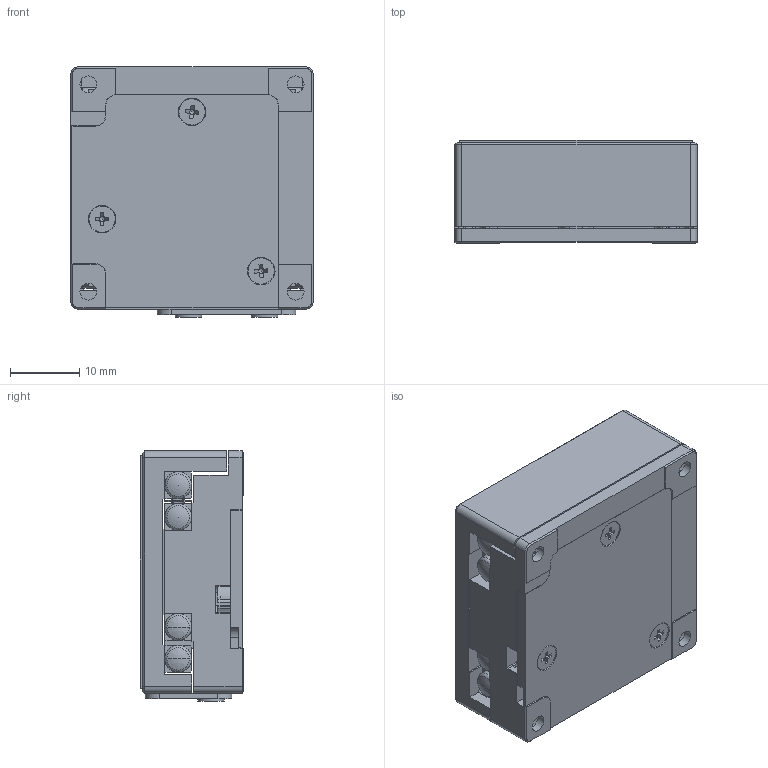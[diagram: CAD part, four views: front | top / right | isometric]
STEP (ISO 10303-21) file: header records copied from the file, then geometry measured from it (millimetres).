
FILE_DESCRIPTION (( 'STEP AP203' ), '1' );
FILE_NAME ('527450_1.STEP', '2025-04-08T02:53:00', ( 'Windows User' ), ( 'P R C' ), 'SwSTEP 2.0', 'SolidWorks 2020', '' );
FILE_SCHEMA (( 'CONFIG_CONTROL_DESIGN' ));
Length unit declared in the file: millimetre
Products named in the file (12): countersunk flat head cross recess screw_din_DIN EN ISO 7046-1 - M2 x 3 - Z - 3N; socket head cap screw_din_DIN 912 M2 x 3 --- 3N; 菁裔-LS-0310-V3-20250108_2; 葩璃 _VR1-30_CAGE^葩璃 VR1_30H_2; 葩璃 DJP-20_2; 葩璃 VR1_30H_2; 葩璃 _VR1-30_GUIDE^葩璃 VR1_30H_2; ｸｴｼ 0.8｡ﾁ3.5｣ｨ0.95ｺﾈ｣ｩ_2; 527450_1; 醱啣-LS-0310-V3-20250108_2; 葩璃 _VR1-30_GUIDE__TOP^葩璃 VR1_30H_2; 價釱-LS-0310-V3-20250108_2
Assembly tree (22 placements, depth 3):
  527450_1
    菁裔-LS-0310-V3-20250108_2
    價釱-LS-0310-V3-20250108_2
    醱啣-LS-0310-V3-20250108_2
    ｸｴｼ 0.8｡ﾁ3.5｣ｨ0.95ｺﾈ｣ｩ_2
    葩璃 DJP-20_2
    葩璃 VR1_30H_2  x2
      葩璃 _VR1-30_GUIDE^葩璃 VR1_30H_2
      葩璃 _VR1-30_CAGE^葩璃 VR1_30H_2
      葩璃 _VR1-30_GUIDE__TOP^葩璃 VR1_30H_2
    socket head cap screw_din_DIN 912 M2 x 3 --- 3N  x6
    countersunk flat head cross recess screw_din_DIN EN ISO 7046-1 - M2 x 3 - Z - 3N  x6
Bounding box: 35 x 14.9 x 36.15 mm (x, y, z)
Volume: 16654.1 mm3; surface area: 15391 mm2
Topology: 23 solids, 23 shells, 1051 faces, 2738 edges, 1738 vertices
Faces by surface type: plane 674, cylinder 209, cone 130, bspline 34, torus 4
Full cylindrical faces by diameter (mm): 1.5 x14, 1.6 x14, 1.65 x12, 2 x12, 2.2 x5, 2.4 x10, 2.5 x3, 3 x12, 3.8 x12, 3.9 x8, 4 x9, 4.4 x4
Entity records: 20630 total; most frequent: CARTESIAN_POINT 3808, DIRECTION 3159, ORIENTED_EDGE 3026, EDGE_CURVE 1513, AXIS2_PLACEMENT_3D 1066, VERTEX_POINT 1043, VECTOR 1027, LINE 1027
